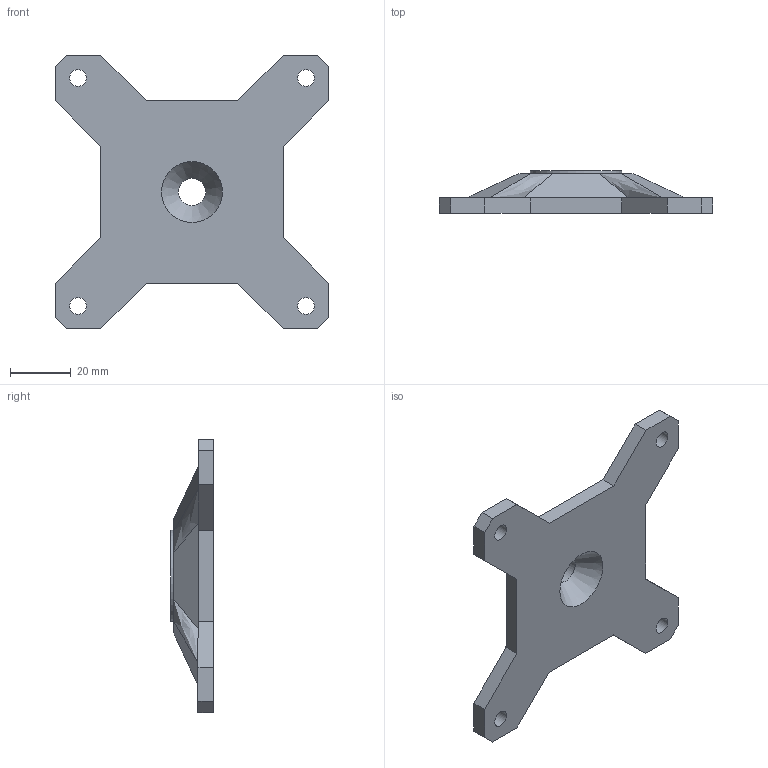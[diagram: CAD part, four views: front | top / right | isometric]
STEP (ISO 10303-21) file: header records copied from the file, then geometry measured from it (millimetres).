
FILE_DESCRIPTION(/* description */ (''),/* implementation_level */ '2;1');
FILE_NAME(/* name */ '6b - VESA75.step',/* time_stamp */ '2024-10-05T12:13:19+02:00',/* author */ (''),/* organization */ (''),/* preprocessor_version */ 'ST-DEVELOPER v20',/* originating_system */ 'Autodesk Translation Framework v13.20.0.188',/* authorisation */ '');
FILE_SCHEMA (('AUTOMOTIVE_DESIGN { 1 0 10303 214 3 1 1 }'));
Length unit declared in the file: millimetre
Products named in the file (2): stand vesa; Componente8
Assembly tree (1 placements, depth 2):
  stand vesa
    Componente8
Bounding box: 90 x 14.05 x 90 mm (x, y, z)
Volume: 42750.7 mm3; surface area: 14169.7 mm2
Topology: 1 solids, 1 shells, 51 faces, 140 edges, 93 vertices
Faces by surface type: plane 36, bspline 8, cylinder 6, cone 1
Full cylindrical faces by diameter (mm): 5.5 x4, 9 x1, 30 x1
Entity records: 1775 total; most frequent: CARTESIAN_POINT 407, ORIENTED_EDGE 280, DIRECTION 245, EDGE_CURVE 140, LINE 127, VECTOR 127, VERTEX_POINT 93, EDGE_LOOP 63
